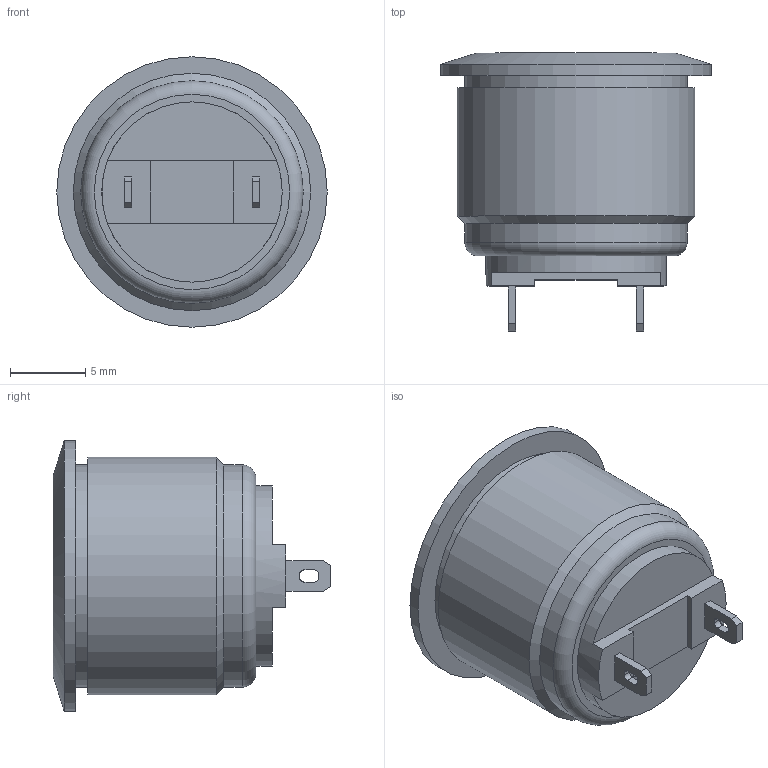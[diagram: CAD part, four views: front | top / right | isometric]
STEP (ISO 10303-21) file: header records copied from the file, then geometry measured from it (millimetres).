
FILE_DESCRIPTION((''),'2;1');
FILE_NAME('PV2F240xx-M01.stp','2017-10-20T07:55:38',('mwilliams'),(''),'Autodesk Inventor 2012','Autodesk Inventor 2012','');
FILE_SCHEMA(('AUTOMOTIVE_DESIGN { 1 0 10303 214 1 1 1 1 }'));
Length unit declared in the file: millimetre
Products named in the file (1): PV2F240xx-M01
Bounding box: 18 x 18.5 x 18 mm (x, y, z)
Volume: 1907 mm3; surface area: 1786.1 mm2
Topology: 1 solids, 2 shells, 67 faces, 161 edges, 106 vertices
Faces by surface type: plane 46, cylinder 17, torus 2, cone 2
Full cylindrical faces by diameter (mm): 12 x3, 14.8 x2, 15.8 x1, 18 x1
Entity records: 1983 total; most frequent: DIRECTION 324, CARTESIAN_POINT 320, ORIENTED_EDGE 296, EDGE_CURVE 148, AXIS2_PLACEMENT_3D 108, VECTOR 108, LINE 108, VERTEX_POINT 104
